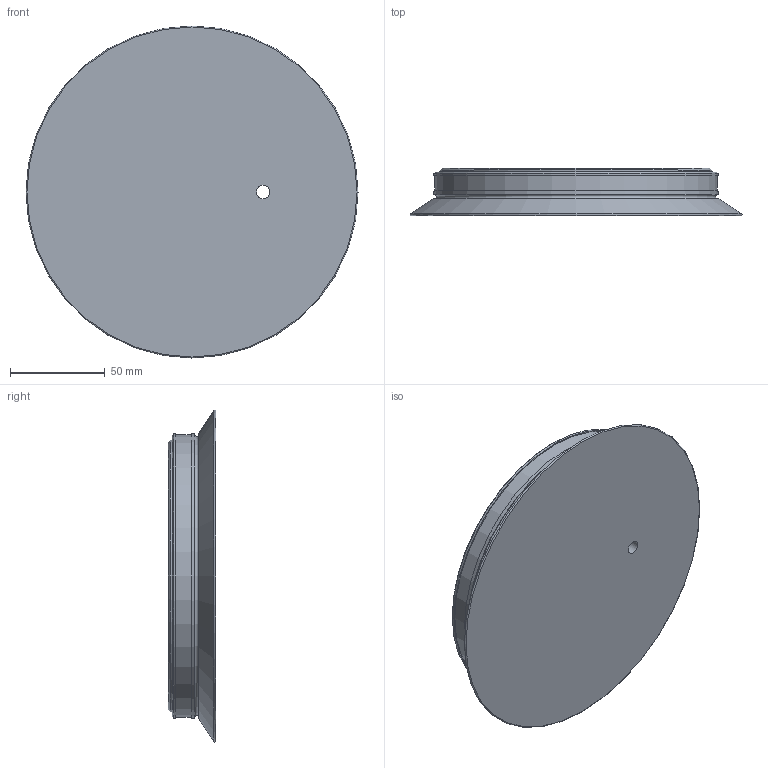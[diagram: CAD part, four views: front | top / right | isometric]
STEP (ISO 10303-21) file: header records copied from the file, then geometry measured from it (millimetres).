
FILE_DESCRIPTION(/* description */ (''),/* implementation_level */ '2;1');
FILE_NAME(/* name */ 'vz175nit.stp',/* time_stamp */ '2020-11-12T13:08:41+01:00',/* author */ ('enginyeria'),/* organization */ (''),/* preprocessor_version */ 'ST-DEVELOPER v17.2',/* originating_system */ 'Autodesk Inventor 2019',/* authorisation */ '');
FILE_SCHEMA (('CONFIG_CONTROL_DESIGN'));
Length unit declared in the file: millimetre
Products named in the file (1): vz175sb
Bounding box: 175 x 25 x 175 mm (x, y, z)
Volume: 459674.2 mm3; surface area: 59551.9 mm2
Topology: 1 solids, 1 shells, 23 faces, 58 edges, 44 vertices
Faces by surface type: plane 9, cylinder 7, cone 5, torus 2
Full cylindrical faces by diameter (mm): 7 x1, 16.6 x2, 143 x1, 148.726 x1, 150 x2
Entity records: 848 total; most frequent: DIRECTION 152, CARTESIAN_POINT 126, ORIENTED_EDGE 116, AXIS2_PLACEMENT_3D 70, EDGE_CURVE 58, CIRCLE 46, VERTEX_POINT 44, EDGE_LOOP 32
